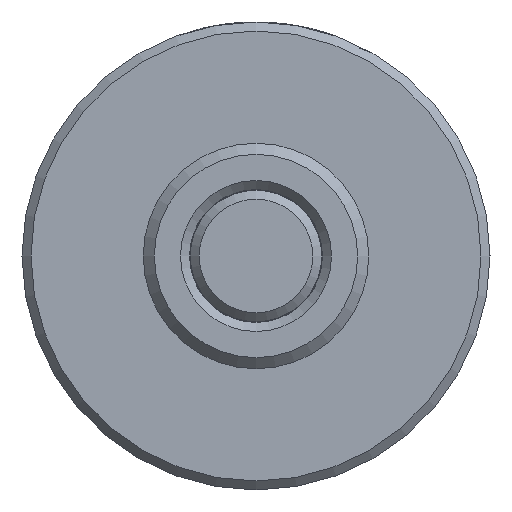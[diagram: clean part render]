
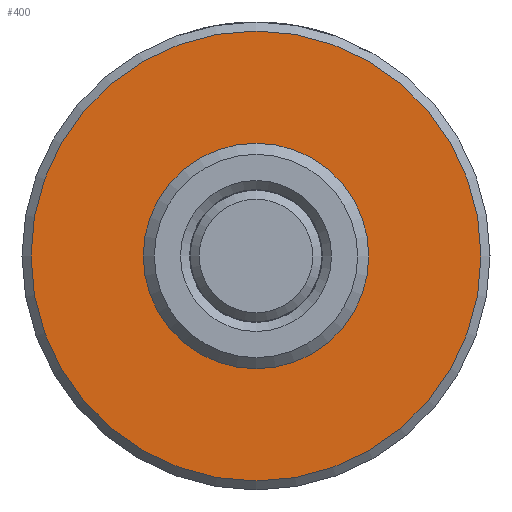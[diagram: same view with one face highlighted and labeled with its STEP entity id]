
A CAD part, left-side view. The second image highlights one B-rep face of the part: STEP entity #400.
In plain terms, the highlighted planar face has unit normal (-1, 0, 0).
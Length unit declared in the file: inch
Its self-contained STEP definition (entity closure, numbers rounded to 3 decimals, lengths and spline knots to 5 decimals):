
#400 = ADVANCED_FACE( '', ( #796, #797 ), #798, .F. );
#796 = FACE_OUTER_BOUND( '', #1155, .T. );
#797 = FACE_BOUND( '', #1156, .T. );
#798 = PLANE( '', #1157 );
#1155 = EDGE_LOOP( '', ( #1715 ) );
#1156 = EDGE_LOOP( '', ( #1716 ) );
#1157 = AXIS2_PLACEMENT_3D( '', #1717, #1718, #1719 );
#1715 = ORIENTED_EDGE( '', *, *, #1912, .F. );
#1716 = ORIENTED_EDGE( '', *, *, #1865, .T. );
#1717 = CARTESIAN_POINT( '', ( 0.625, 0., 0. ) );
#1718 = DIRECTION( '', ( 1., 0., 0. ) );
#1719 = DIRECTION( '', ( 0., 0., -1. ) );
#1865 = EDGE_CURVE( '', #2134, #2134, #2135, .T. );
#1912 = EDGE_CURVE( '', #2201, #2201, #2202, .T. );
#2134 = VERTEX_POINT( '', #2653 );
#2135 = CIRCLE( '', #2654, 0.37375 );
#2201 = VERTEX_POINT( '', #2800 );
#2202 = CIRCLE( '', #2801, 0.74825 );
#2653 = CARTESIAN_POINT( '', ( 0.625, 0., -0.37375 ) );
#2654 = AXIS2_PLACEMENT_3D( '', #3022, #3023, #3024 );
#2800 = CARTESIAN_POINT( '', ( 0.625, 0., -0.74825 ) );
#2801 = AXIS2_PLACEMENT_3D( '', #3078, #3079, #3080 );
#3022 = CARTESIAN_POINT( '', ( 0.625, 0., 0. ) );
#3023 = DIRECTION( '', ( 1., 0., 0. ) );
#3024 = DIRECTION( '', ( 0., 0., -1. ) );
#3078 = CARTESIAN_POINT( '', ( 0.625, 0., 0. ) );
#3079 = DIRECTION( '', ( 1., 0., 0. ) );
#3080 = DIRECTION( '', ( 0., 0., -1. ) );
